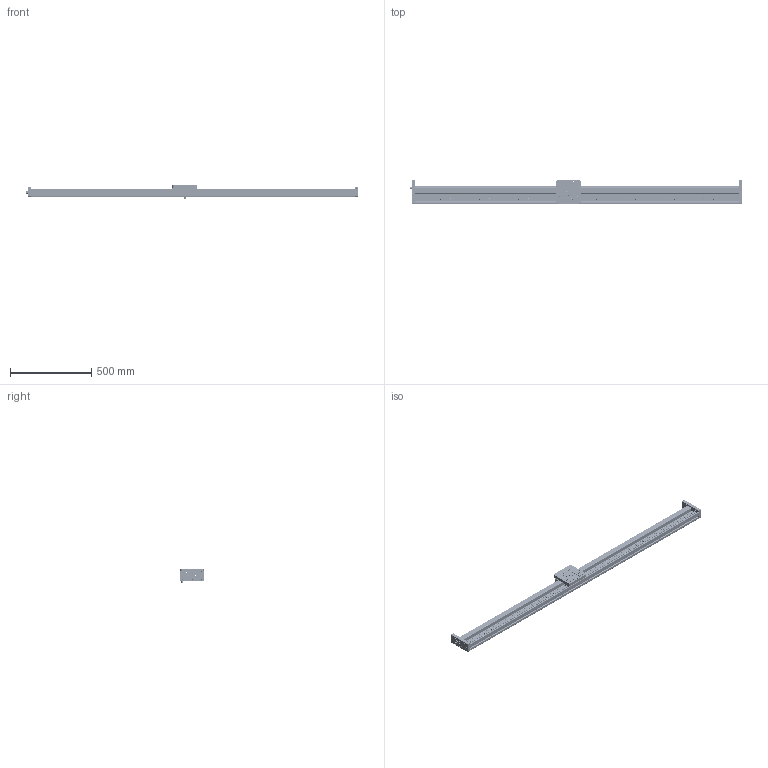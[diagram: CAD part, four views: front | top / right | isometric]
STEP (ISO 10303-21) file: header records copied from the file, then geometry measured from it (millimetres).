
FILE_DESCRIPTION (( 'STEP AP214' ), '1' );
FILE_NAME ('0186-1664_240808_FM01-37-2030_1835_1CF37Sx120F-HP-BE02-MD02-N.STEP', '2024-08-08T07:51:05', ( '' ), ( '' ), 'SwSTEP 2.0', 'SolidWorks 2023', '' );
FILE_SCHEMA (( 'AUTOMOTIVE_DESIGN' ));
Length unit declared in the file: millimetre
Products named in the file (28): 0230-0247_Carrosserie_Scheiben_8x30; 0230-0120_Linearkugellager_LBBR10_2LS; 0230-0205_zyl.-schr._i-6kt_M5x45_8.8_v-b; 0230-0231_Zyl.-Stift_5x20_STAHL-GH; 0230-0305_Zyl.-Stift_10x60_STAHL-GH; 0180-3434_FM01k-37S-AV-F; 0160-0803_Tellerfeder_16x8,2x0,9_Schwartz; 0186-1652_FM01-37-2030_F01-37Sx600-F; 0230-0488_Zyl.-Schr._I-6kt_M8x25_8.8_v-b; 0180-2510_FM01k-37Sx120-APF-W-V2; 0160-0806_Kugelscheibe_M8 x17x 8.4_Stahl; 0150-5265_LLTHC 15 U-T2 P5; 0230-0304_DF_0.9xDm13_5x25_9_55-6-1-Durovis; 0230-0220_zyl.-schr._i-6kt_M6x25_8.8_v-b; 0150-2189_Hammermutter N8!M4; 0230-0320_Zyl.-Schr_I-6kt_n-K_M8x25_8.8_v-b; 0230-0041_zyl.-schr._i-6kt_M4x16_8.8_v-b; 0160-4622_LR01-15x1988; 0180-2469_FM01k-37Sx120-APF-M-W; 0230-0393_Dichtring_10x13.5x1; 0160-3873_FS02k-37Sx1990_FS02k-37Sx1990; 0186-1664_240808_FM01-37-2030_1835_1CF37Sx120F-HP-BE02-MD02-N; 0186-1641_CF37Sx120F-HP-BE02-MD02-N; 0186-0332_90_PS01-37Sx120F-HP-N; 0180-3436_FM01k-37S-AH-F; 0230-0235_Zyl.-schr._i-6kt_M4x8_12.9_schwarz; 0230-0068_Gew.-Stift_I-6kt_Zpf_M3x4_INOX; 0186-0810_PL01-20x2005!1960-HP-PF_PL01-20x2005!1960-HP-PF
Assembly tree (114 placements, depth 3):
  0186-1664_240808_FM01-37-2030_1835_1CF37Sx120F-HP-BE02-MD02-N
    0186-1652_FM01-37-2030_F01-37Sx600-F
      0160-3873_FS02k-37Sx1990_FS02k-37Sx1990
      0160-4622_LR01-15x1988
      0180-3436_FM01k-37S-AH-F
      0180-3434_FM01k-37S-AV-F
      0160-0806_Kugelscheibe_M8 x17x 8.4_Stahl  x2
      0230-0320_Zyl.-Schr_I-6kt_n-K_M8x25_8.8_v-b
      0186-0810_PL01-20x2005!1960-HP-PF_PL01-20x2005!1960-HP-PF
      0230-0220_zyl.-schr._i-6kt_M6x25_8.8_v-b  x8
      0150-2189_Hammermutter N8!M4  x33
      0230-0041_zyl.-schr._i-6kt_M4x16_8.8_v-b  x33
      0230-0247_Carrosserie_Scheiben_8x30
      0160-0803_Tellerfeder_16x8,2x0,9_Schwartz  x4
      0230-0488_Zyl.-Schr._I-6kt_M8x25_8.8_v-b
      0230-0231_Zyl.-Stift_5x20_STAHL-GH  x4
    0186-1641_CF37Sx120F-HP-BE02-MD02-N
      0180-2510_FM01k-37Sx120-APF-W-V2
      0230-0305_Zyl.-Stift_10x60_STAHL-GH
      0230-0393_Dichtring_10x13.5x1
      0230-0304_DF_0.9xDm13_5x25_9_55-6-1-Durovis
      0230-0120_Linearkugellager_LBBR10_2LS
      0180-2469_FM01k-37Sx120-APF-M-W
      0230-0068_Gew.-Stift_I-6kt_Zpf_M3x4_INOX
      0186-0332_90_PS01-37Sx120F-HP-N
      0230-0205_zyl.-schr._i-6kt_M5x45_8.8_v-b  x2
      0150-5265_LLTHC 15 U-T2 P5  x2
      0230-0235_Zyl.-schr._i-6kt_M4x8_12.9_schwarz  x8
Bounding box: 2042.27 x 145.5 x 81.9 mm (x, y, z)
Volume: 5724764.8 mm3; surface area: 1741641.5 mm2
Topology: 123 solids, 127 shells, 8145 faces, 19086 edges, 11445 vertices
Faces by surface type: plane 2769, cone 2380, cylinder 2026, bspline 849, torus 119, sphere 2
Full cylindrical faces by diameter (mm): 2 x1, 2.4 x2, 2.5 x1, 2.7 x5, 3 x5, 3.3 x44, 4 x774, 4.2 x30, 4.3 x8, 4.5 x33, 4.97 x4, 5 x120, 5.4 x3, 5.5 x3, 6 x185, 6.4 x3, 6.6 x16, 6.8 x2, 7 x41, 7.5 x33, 8 x44, 8.4 x3, 8.5 x3, 9 x6, 10 x16, 10.2 x1, 10.5 x12, 11 x6, 12.5 x1, 13 x2
Entity records: 121009 total; most frequent: CARTESIAN_POINT 45827, ORIENTED_EDGE 13846, DIRECTION 11615, EDGE_CURVE 6923, VERTEX_POINT 4875, EDGE_LOOP 4344, AXIS2_PLACEMENT_3D 4038, FACE_OUTER_BOUND 3573
